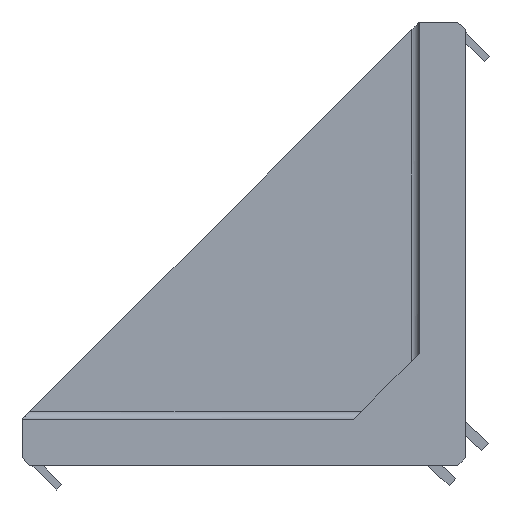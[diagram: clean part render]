
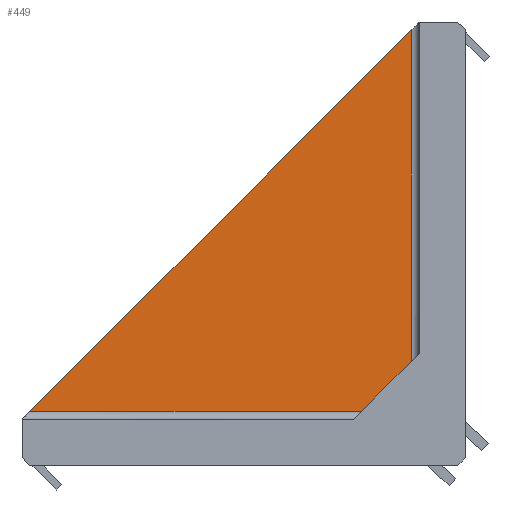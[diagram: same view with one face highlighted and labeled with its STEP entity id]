
A CAD part, left-side view. The second image highlights one B-rep face of the part: STEP entity #449.
In plain terms, the highlighted planar face has unit normal (-1, 0, 0).
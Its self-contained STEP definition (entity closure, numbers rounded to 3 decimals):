
#78 = DIRECTION ( 'NONE',  ( 0., 0., -1. ) ) ;
#282 = AXIS2_PLACEMENT_3D ( 'NONE', #443, #3689, #78 ) ;
#301 = CARTESIAN_POINT ( 'NONE',  ( 8.1, -20., 29.5 ) ) ;
#336 = CARTESIAN_POINT ( 'NONE',  ( 8.1, 30.5, -21. ) ) ;
#368 = ORIENTED_EDGE ( 'NONE', *, *, #2657, .T. ) ;
#443 = CARTESIAN_POINT ( 'NONE',  ( 8.1, 30.5, 30.5 ) ) ;
#449 = ADVANCED_FACE ( 'NONE', ( #1351 ), #3314, .F. ) ;
#715 = EDGE_CURVE ( 'NONE', #3504, #1268, #3021, .T. ) ;
#1268 = VERTEX_POINT ( 'NONE', #301 ) ;
#1351 = FACE_OUTER_BOUND ( 'NONE', #3712, .T. ) ;
#1575 = EDGE_CURVE ( 'NONE', #3504, #4025, #3458, .T. ) ;
#2156 = CARTESIAN_POINT ( 'NONE',  ( 8.1, -21., -20. ) ) ;
#2203 = CARTESIAN_POINT ( 'NONE',  ( 8.1, -20., -20. ) ) ;
#2268 = CARTESIAN_POINT ( 'NONE',  ( 8.1, 29.5, -20. ) ) ;
#2642 = VECTOR ( 'NONE', #3457, 1000. ) ;
#2657 = EDGE_CURVE ( 'NONE', #4025, #1268, #3654, .T. ) ;
#2727 = DIRECTION ( 'NONE',  ( 0., 0., 1. ) ) ;
#2817 = VECTOR ( 'NONE', #3582, 1000. ) ;
#2839 = ORIENTED_EDGE ( 'NONE', *, *, #1575, .T. ) ;
#3021 = LINE ( 'NONE', #336, #2817 ) ;
#3314 = PLANE ( 'NONE',  #282 ) ;
#3417 = ORIENTED_EDGE ( 'NONE', *, *, #715, .F. ) ;
#3442 = VECTOR ( 'NONE', #2727, 1000. ) ;
#3457 = DIRECTION ( 'NONE',  ( 0., -1., 0. ) ) ;
#3458 = LINE ( 'NONE', #2156, #2642 ) ;
#3504 = VERTEX_POINT ( 'NONE', #2268 ) ;
#3582 = DIRECTION ( 'NONE',  ( 0., -0.707, 0.707 ) ) ;
#3654 = LINE ( 'NONE', #3701, #3442 ) ;
#3689 = DIRECTION ( 'NONE',  ( 1., 0., 0. ) ) ;
#3701 = CARTESIAN_POINT ( 'NONE',  ( 8.1, -20., 30.5 ) ) ;
#3712 = EDGE_LOOP ( 'NONE', ( #2839, #368, #3417 ) ) ;
#4025 = VERTEX_POINT ( 'NONE', #2203 ) ;
